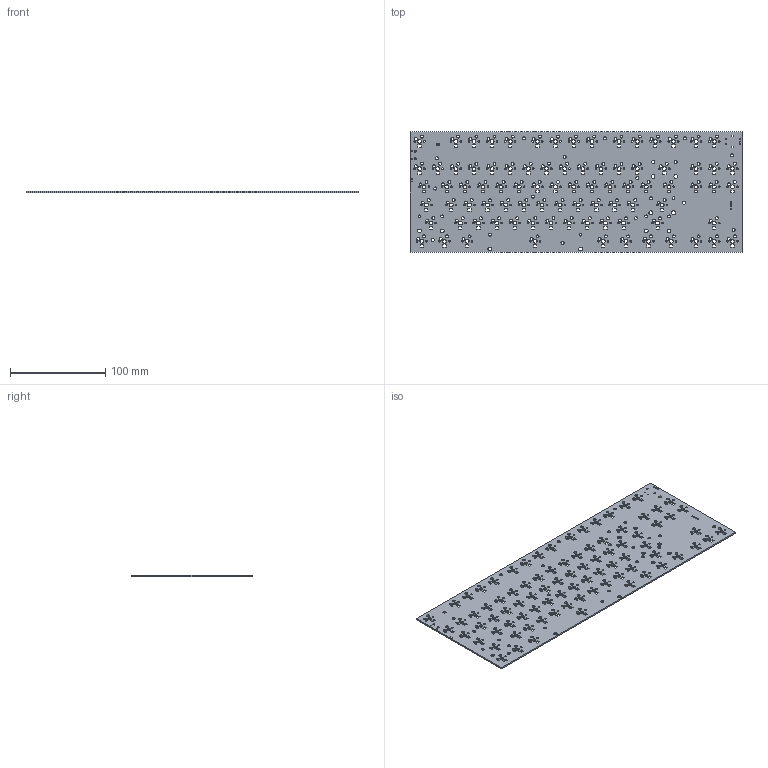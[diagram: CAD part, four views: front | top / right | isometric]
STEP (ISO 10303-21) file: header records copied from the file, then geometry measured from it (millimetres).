
FILE_DESCRIPTION(('KiCad electronic assembly'),'2;1');
FILE_NAME('pcb.step','2025-03-14T22:59:21',('Pcbnew'),('Kicad'), 'Open CASCADE STEP processor 7.8','KiCad to STEP converter','Unknown' );
FILE_SCHEMA(('AUTOMOTIVE_DESIGN { 1 0 10303 214 1 1 1 1 }'));
Length unit declared in the file: millimetre
Products named in the file (2): pcb 1; deltaboard_PCB
Assembly tree (1 placements, depth 2):
  pcb 1
    deltaboard_PCB
Bounding box: 348.65 x 126.3 x 1.51 mm (x, y, z)
Volume: 60512.2 mm3; surface area: 89457.8 mm2
Topology: 1 solids, 1 shells, 952 faces, 2850 edges, 1900 vertices
Faces by surface type: cylinder 494, plane 458
Full cylindrical faces by diameter (mm): 0.35 x9, 1 x9, 1.75 x172, 3.048 x10, 3.05 x172, 3.2 x14, 3.988 x10, 4 x86
Entity records: 34711 total; most frequent: DIRECTION 5746, CARTESIAN_POINT 5704, ORIENTED_EDGE 5700, EDGE_CURVE 2850, FACE_BOUND 2108, EDGE_LOOP 2108, AXIS2_PLACEMENT_3D 1942, VERTEX_POINT 1900
